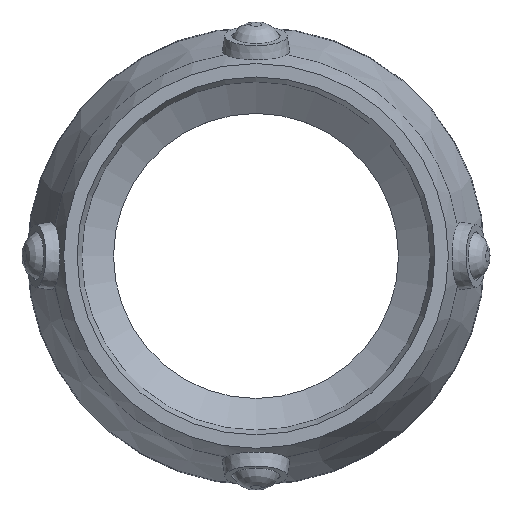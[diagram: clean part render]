
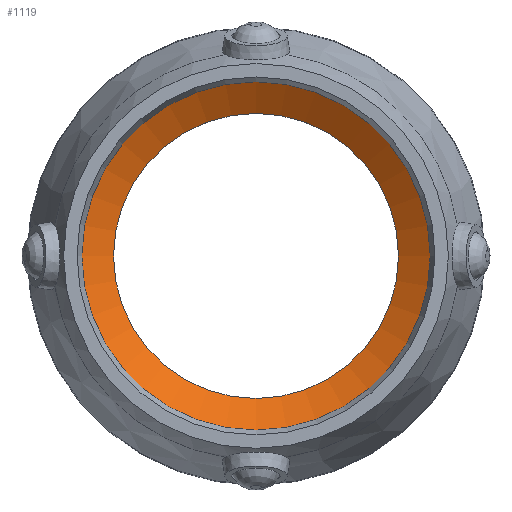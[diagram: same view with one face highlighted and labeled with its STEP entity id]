
A CAD part, top view. The second image highlights one B-rep face of the part: STEP entity #1119.
In plain terms, the highlighted conical face has half-angle 57.995 degrees and reference radius 20 mm.
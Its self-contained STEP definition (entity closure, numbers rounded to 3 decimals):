
#97=CONICAL_SURFACE('',#1244,20.,1.012);
#178=FACE_OUTER_BOUND('',#258,.T.);
#258=EDGE_LOOP('',(#855,#856,#857,#858,#859));
#323=LINE('',#2012,#367);
#367=VECTOR('',#1506,20.);
#423=CIRCLE('',#1242,22.);
#424=CIRCLE('',#1245,18.);
#425=CIRCLE('',#1246,18.);
#520=VERTEX_POINT('',#2006);
#521=VERTEX_POINT('',#2011);
#522=VERTEX_POINT('',#2013);
#643=EDGE_CURVE('',#520,#520,#423,.T.);
#644=EDGE_CURVE('',#520,#521,#323,.T.);
#645=EDGE_CURVE('',#521,#522,#424,.T.);
#646=EDGE_CURVE('',#522,#521,#425,.T.);
#855=ORIENTED_EDGE('',*,*,#643,.T.);
#856=ORIENTED_EDGE('',*,*,#644,.T.);
#857=ORIENTED_EDGE('',*,*,#645,.T.);
#858=ORIENTED_EDGE('',*,*,#646,.T.);
#859=ORIENTED_EDGE('',*,*,#644,.F.);
#1119=ADVANCED_FACE('',(#178),#97,.F.);
#1242=AXIS2_PLACEMENT_3D('',#2008,#1500,#1501);
#1244=AXIS2_PLACEMENT_3D('',#2010,#1504,#1505);
#1245=AXIS2_PLACEMENT_3D('',#2014,#1507,#1508);
#1246=AXIS2_PLACEMENT_3D('',#2015,#1509,#1510);
#1500=DIRECTION('center_axis',(0.,0.,1.));
#1501=DIRECTION('ref_axis',(-1.,0.,0.));
#1504=DIRECTION('center_axis',(0.,0.,1.));
#1505=DIRECTION('ref_axis',(-1.,0.,0.));
#1506=DIRECTION('',(-0.848,0.,-0.53));
#1507=DIRECTION('center_axis',(0.,0.,-1.));
#1508=DIRECTION('ref_axis',(-1.,0.,0.));
#1509=DIRECTION('center_axis',(0.,0.,-1.));
#1510=DIRECTION('ref_axis',(-1.,0.,0.));
#2006=CARTESIAN_POINT('',(22.,0.,3.));
#2008=CARTESIAN_POINT('Origin',(0.,0.,3.));
#2010=CARTESIAN_POINT('Origin',(0.,0.,1.75));
#2011=CARTESIAN_POINT('',(18.,0.,0.5));
#2012=CARTESIAN_POINT('',(20.,0.,1.75));
#2013=CARTESIAN_POINT('',(-18.,0.,0.5));
#2014=CARTESIAN_POINT('Origin',(0.,0.,0.5));
#2015=CARTESIAN_POINT('Origin',(0.,0.,0.5));
